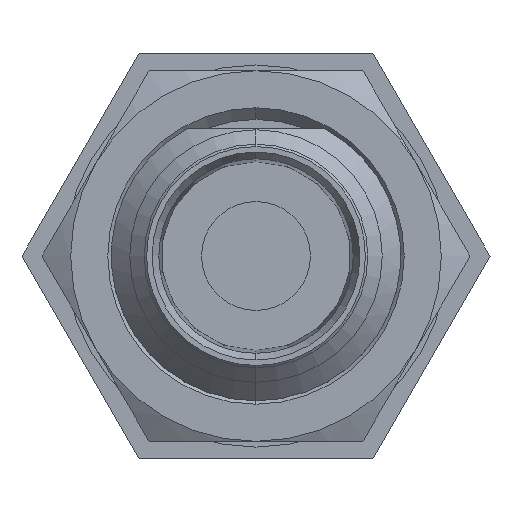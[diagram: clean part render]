
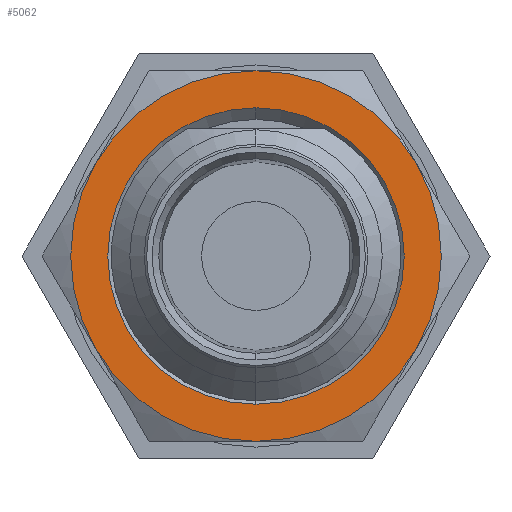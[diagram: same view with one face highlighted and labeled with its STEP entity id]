
A CAD part, left-side view. The second image highlights one B-rep face of the part: STEP entity #5062.
In plain terms, the highlighted planar face has unit normal (-1, 0, 0).
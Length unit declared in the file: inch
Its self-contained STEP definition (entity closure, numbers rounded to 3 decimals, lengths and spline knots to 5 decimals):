
#8 = DIRECTION ( 'NONE',  ( 1., 0., 0. ) ) ;
#199 = AXIS2_PLACEMENT_3D ( 'NONE', #3191, #1606, #4801 ) ;
#783 = DIRECTION ( 'NONE',  ( 0., 0., -1. ) ) ;
#858 = CIRCLE ( 'NONE', #6585, 0.31496 ) ;
#902 = AXIS2_PLACEMENT_3D ( 'NONE', #3467, #5743, #6612 ) ;
#972 = CARTESIAN_POINT ( 'NONE',  ( 0., 0., 0. ) ) ;
#1091 = DIRECTION ( 'NONE',  ( 1., 0., 0. ) ) ;
#1143 = DIRECTION ( 'NONE',  ( 0., 0., -1. ) ) ;
#1210 = ORIENTED_EDGE ( 'NONE', *, *, #4220, .F. ) ;
#1261 = VERTEX_POINT ( 'NONE', #5235 ) ;
#1338 = CIRCLE ( 'NONE', #9678, 0.31496 ) ;
#1348 = CARTESIAN_POINT ( 'NONE',  ( 0., 0., -0.25197 ) ) ;
#1590 = AXIS2_PLACEMENT_3D ( 'NONE', #10090, #3074, #8573 ) ;
#1606 = DIRECTION ( 'NONE',  ( -1., 0., 0. ) ) ;
#1620 = DIRECTION ( 'NONE',  ( 0., 0., -1. ) ) ;
#1852 = CARTESIAN_POINT ( 'NONE',  ( 0., 0., 0. ) ) ;
#2281 = VERTEX_POINT ( 'NONE', #8957 ) ;
#2408 = DIRECTION ( 'NONE',  ( 0., 0., -1. ) ) ;
#2471 = VERTEX_POINT ( 'NONE', #6963 ) ;
#2522 = DIRECTION ( 'NONE',  ( 0., 0., -1. ) ) ;
#2573 = CARTESIAN_POINT ( 'NONE',  ( 0., 0., 0. ) ) ;
#2595 = PLANE ( 'NONE',  #902 ) ;
#2894 = CIRCLE ( 'NONE', #4211, 0.31496 ) ;
#3074 = DIRECTION ( 'NONE',  ( -1., 0., 0. ) ) ;
#3188 = ORIENTED_EDGE ( 'NONE', *, *, #9692, .F. ) ;
#3191 = CARTESIAN_POINT ( 'NONE',  ( 0., 0., 0. ) ) ;
#3424 = CIRCLE ( 'NONE', #5239, 0.31496 ) ;
#3467 = CARTESIAN_POINT ( 'NONE',  ( 0., 0., 0. ) ) ;
#3634 = EDGE_LOOP ( 'NONE', ( #4171, #6176, #4940, #3188, #8893, #9589 ) ) ;
#3871 = EDGE_CURVE ( 'NONE', #2471, #8732, #3424, .T. ) ;
#4133 = AXIS2_PLACEMENT_3D ( 'NONE', #2573, #1091, #1143 ) ;
#4144 = EDGE_LOOP ( 'NONE', ( #1210, #5793 ) ) ;
#4171 = ORIENTED_EDGE ( 'NONE', *, *, #5871, .F. ) ;
#4211 = AXIS2_PLACEMENT_3D ( 'NONE', #6316, #4787, #2408 ) ;
#4220 = EDGE_CURVE ( 'NONE', #1261, #6011, #6006, .T. ) ;
#4221 = DIRECTION ( 'NONE',  ( 1., 0., 0. ) ) ;
#4640 = CARTESIAN_POINT ( 'NONE',  ( 0., 0., 0. ) ) ;
#4787 = DIRECTION ( 'NONE',  ( 1., 0., 0. ) ) ;
#4801 = DIRECTION ( 'NONE',  ( 0., 0., -1. ) ) ;
#4940 = ORIENTED_EDGE ( 'NONE', *, *, #3871, .F. ) ;
#5062 = ADVANCED_FACE ( 'NONE', ( #8811, #6509 ), #2595, .F. ) ;
#5209 = CARTESIAN_POINT ( 'NONE',  ( 0., -0.27276, 0.15748 ) ) ;
#5235 = CARTESIAN_POINT ( 'NONE',  ( 0., 0., 0.25197 ) ) ;
#5239 = AXIS2_PLACEMENT_3D ( 'NONE', #4640, #8, #783 ) ;
#5250 = VERTEX_POINT ( 'NONE', #5380 ) ;
#5380 = CARTESIAN_POINT ( 'NONE',  ( 0., 0., -0.31496 ) ) ;
#5689 = CARTESIAN_POINT ( 'NONE',  ( 0., 0.27276, -0.15748 ) ) ;
#5737 = EDGE_CURVE ( 'NONE', #9745, #10012, #1338, .T. ) ;
#5743 = DIRECTION ( 'NONE',  ( 1., 0., 0. ) ) ;
#5793 = ORIENTED_EDGE ( 'NONE', *, *, #6042, .F. ) ;
#5813 = EDGE_CURVE ( 'NONE', #5250, #9745, #858, .T. ) ;
#5871 = EDGE_CURVE ( 'NONE', #2281, #5250, #8228, .T. ) ;
#6006 = CIRCLE ( 'NONE', #1590, 0.25197 ) ;
#6011 = VERTEX_POINT ( 'NONE', #1348 ) ;
#6042 = EDGE_CURVE ( 'NONE', #6011, #1261, #8878, .T. ) ;
#6176 = ORIENTED_EDGE ( 'NONE', *, *, #9677, .F. ) ;
#6192 = DIRECTION ( 'NONE',  ( 1., 0., 0. ) ) ;
#6316 = CARTESIAN_POINT ( 'NONE',  ( 0., 0., 0. ) ) ;
#6509 = FACE_OUTER_BOUND ( 'NONE', #3634, .T. ) ;
#6511 = DIRECTION ( 'NONE',  ( 1., 0., 0. ) ) ;
#6585 = AXIS2_PLACEMENT_3D ( 'NONE', #1852, #4221, #2522 ) ;
#6612 = DIRECTION ( 'NONE',  ( 0., 0., -1. ) ) ;
#6963 = CARTESIAN_POINT ( 'NONE',  ( 0., 0., 0.31496 ) ) ;
#7953 = DIRECTION ( 'NONE',  ( 0., 0., -1. ) ) ;
#7987 = CARTESIAN_POINT ( 'NONE',  ( 0., 0.27276, 0.15748 ) ) ;
#8228 = CIRCLE ( 'NONE', #4133, 0.31496 ) ;
#8551 = CARTESIAN_POINT ( 'NONE',  ( 0., 0., 0. ) ) ;
#8573 = DIRECTION ( 'NONE',  ( 0., 0., -1. ) ) ;
#8732 = VERTEX_POINT ( 'NONE', #5209 ) ;
#8811 = FACE_BOUND ( 'NONE', #4144, .T. ) ;
#8878 = CIRCLE ( 'NONE', #199, 0.25197 ) ;
#8893 = ORIENTED_EDGE ( 'NONE', *, *, #5737, .F. ) ;
#8957 = CARTESIAN_POINT ( 'NONE',  ( 0., -0.27276, -0.15748 ) ) ;
#8958 = CIRCLE ( 'NONE', #9458, 0.31496 ) ;
#9458 = AXIS2_PLACEMENT_3D ( 'NONE', #972, #6511, #7953 ) ;
#9589 = ORIENTED_EDGE ( 'NONE', *, *, #5813, .F. ) ;
#9677 = EDGE_CURVE ( 'NONE', #8732, #2281, #8958, .T. ) ;
#9678 = AXIS2_PLACEMENT_3D ( 'NONE', #8551, #6192, #1620 ) ;
#9692 = EDGE_CURVE ( 'NONE', #10012, #2471, #2894, .T. ) ;
#9745 = VERTEX_POINT ( 'NONE', #5689 ) ;
#10012 = VERTEX_POINT ( 'NONE', #7987 ) ;
#10090 = CARTESIAN_POINT ( 'NONE',  ( 0., 0., 0. ) ) ;
